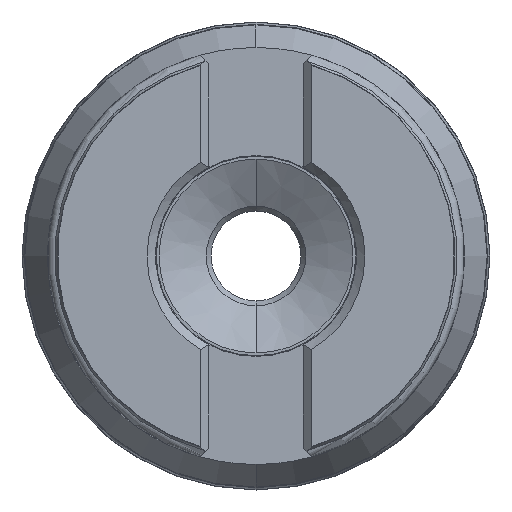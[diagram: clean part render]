
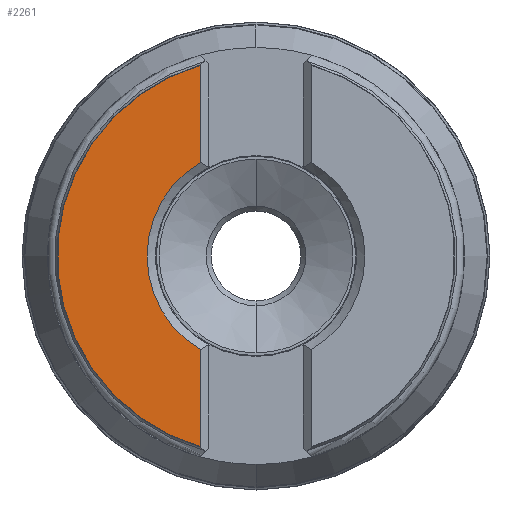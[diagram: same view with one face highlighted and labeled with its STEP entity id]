
A CAD part, left-side view. The second image highlights one B-rep face of the part: STEP entity #2261.
In plain terms, the highlighted planar face has unit normal (-1, 0, 0).
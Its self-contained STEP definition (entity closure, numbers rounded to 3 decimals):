
#255 = PLANE ( 'NONE',  #2762 ) ;
#260 = CARTESIAN_POINT ( 'NONE',  ( -38.95, 0., 0. ) ) ;
#269 = DIRECTION ( 'NONE',  ( 1., 0., 0. ) ) ;
#270 = DIRECTION ( 'NONE',  ( 0., 0., -1. ) ) ;
#323 = CARTESIAN_POINT ( 'NONE',  ( -38.95, 6.15, 10.333 ) ) ;
#324 = CARTESIAN_POINT ( 'NONE',  ( -38.95, 6.15, -10.333 ) ) ;
#590 = CARTESIAN_POINT ( 'NONE',  ( -38.95, 0., 0. ) ) ;
#592 = DIRECTION ( 'NONE',  ( -1., 0., 0. ) ) ;
#593 = DIRECTION ( 'NONE',  ( 0., 0., -1. ) ) ;
#633 = CARTESIAN_POINT ( 'NONE',  ( -38.95, 0., 0. ) ) ;
#634 = DIRECTION ( 'NONE',  ( -1., 0., 0. ) ) ;
#635 = DIRECTION ( 'NONE',  ( 0., 0., -1. ) ) ;
#646 = CARTESIAN_POINT ( 'NONE',  ( -38.95, 6.15, -35. ) ) ;
#647 = DIRECTION ( 'NONE',  ( 0., 0., -1. ) ) ;
#679 = CARTESIAN_POINT ( 'NONE',  ( -38.95, 6.15, -35. ) ) ;
#688 = DIRECTION ( 'NONE',  ( 0., 0., -1. ) ) ;
#2015 = FACE_OUTER_BOUND ( 'NONE', #3174, .T. ) ;
#2185 = CARTESIAN_POINT ( 'NONE',  ( -38.95, 6.15, -21.042 ) ) ;
#2216 = VERTEX_POINT ( 'NONE', #2185 ) ;
#2227 = VERTEX_POINT ( 'NONE', #2399 ) ;
#2261 = ADVANCED_FACE ( 'NONE', ( #2015 ), #255, .F. ) ;
#2278 = VECTOR ( 'NONE', #688, 1000. ) ;
#2294 = VECTOR ( 'NONE', #647, 1000. ) ;
#2295 = LINE ( 'NONE', #646, #2294 ) ;
#2301 = CIRCLE ( 'NONE', #2824, 12.025 ) ;
#2325 = LINE ( 'NONE', #679, #2278 ) ;
#2362 = CIRCLE ( 'NONE', #2819, 21.922 ) ;
#2399 = CARTESIAN_POINT ( 'NONE',  ( -38.95, 6.15, 21.042 ) ) ;
#2504 = VERTEX_POINT ( 'NONE', #323 ) ;
#2508 = VERTEX_POINT ( 'NONE', #324 ) ;
#2600 = EDGE_CURVE ( 'NONE', #2227, #2216, #2362, .T. ) ;
#2615 = EDGE_CURVE ( 'NONE', #2504, #2508, #2301, .T. ) ;
#2620 = EDGE_CURVE ( 'NONE', #2508, #2216, #2295, .T. ) ;
#2639 = EDGE_CURVE ( 'NONE', #2227, #2504, #2325, .T. ) ;
#2762 = AXIS2_PLACEMENT_3D ( 'NONE', #260, #269, #270 ) ;
#2819 = AXIS2_PLACEMENT_3D ( 'NONE', #590, #592, #593 ) ;
#2824 = AXIS2_PLACEMENT_3D ( 'NONE', #633, #634, #635 ) ;
#3174 = EDGE_LOOP ( 'NONE', ( #3243, #3355, #3397, #3222 ) ) ;
#3222 = ORIENTED_EDGE ( 'NONE', *, *, #2620, .F. ) ;
#3243 = ORIENTED_EDGE ( 'NONE', *, *, #2615, .F. ) ;
#3355 = ORIENTED_EDGE ( 'NONE', *, *, #2639, .F. ) ;
#3397 = ORIENTED_EDGE ( 'NONE', *, *, #2600, .T. ) ;
